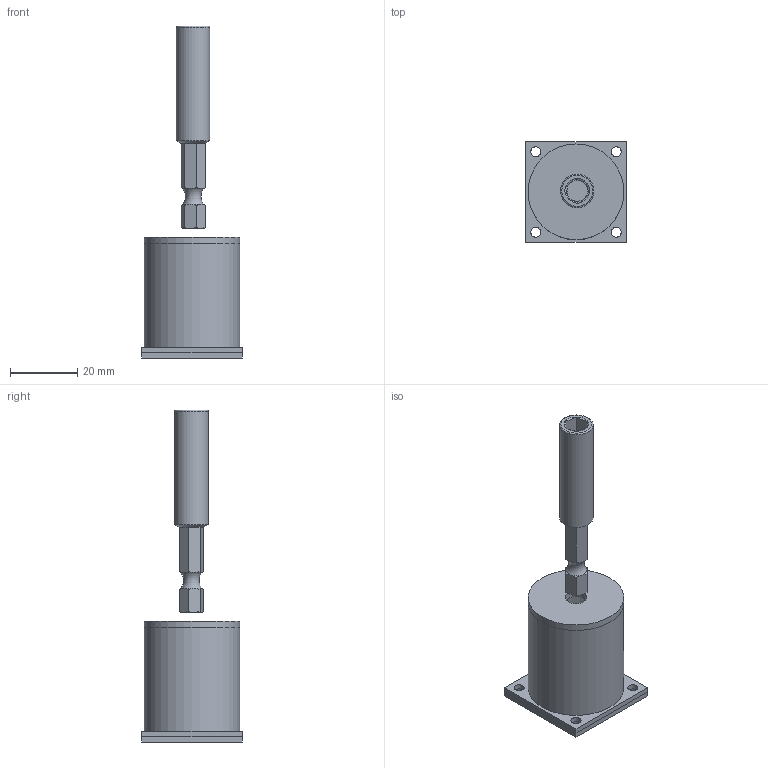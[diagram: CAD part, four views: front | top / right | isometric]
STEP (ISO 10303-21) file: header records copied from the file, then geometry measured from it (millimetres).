
FILE_DESCRIPTION(/* description */ (''),/* implementation_level */ '2;1');
FILE_NAME(/* name */ 'gripper.step',/* time_stamp */ '2025-04-21T16:19:55+01:00',/* author */ (''),/* organization */ (''),/* preprocessor_version */ 'ST-DEVELOPER v20.1',/* originating_system */ 'Autodesk Translation Framework v14.4.0.0',/* authorisation */ '');
FILE_SCHEMA (('AUTOMOTIVE_DESIGN { 1 0 10303 214 3 1 1 }'));
Length unit declared in the file: centimetre
Products named in the file (3): gripper; screwdriver; Magnetic Bit Adapter
Assembly tree (2 placements, depth 3):
  gripper
    screwdriver
      Magnetic Bit Adapter
Bounding box: 30 x 30 x 98.95 mm (x, y, z)
Volume: 12662.5 mm3; surface area: 13429.8 mm2
Topology: 4 solids, 4 shells, 100 faces, 215 edges, 128 vertices
Faces by surface type: plane 49, cone 25, cylinder 24, torus 2
Full cylindrical faces by diameter (mm): 1.5 x1, 3 x12, 4 x4, 6.096 x1, 6.5 x1, 10.008 x1, 24.5 x2, 28.5 x2
Entity records: 2789 total; most frequent: CARTESIAN_POINT 532, DIRECTION 465, ORIENTED_EDGE 430, EDGE_CURVE 215, AXIS2_PLACEMENT_3D 187, EDGE_LOOP 139, VERTEX_POINT 128, FACE_OUTER_BOUND 100
